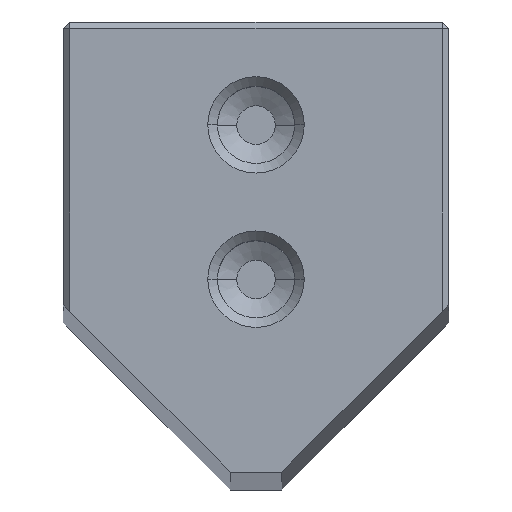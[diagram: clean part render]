
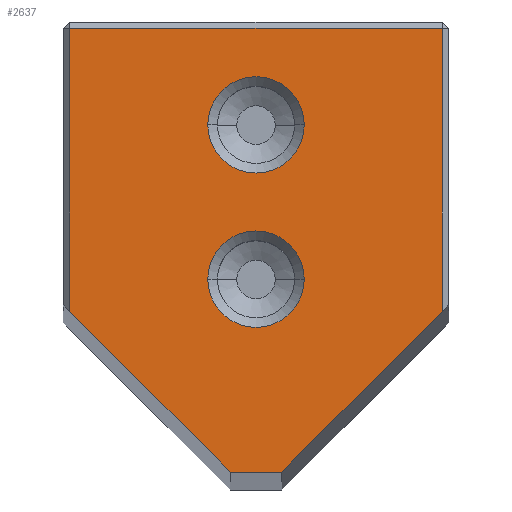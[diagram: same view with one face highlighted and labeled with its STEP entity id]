
A CAD part, top view. The second image highlights one B-rep face of the part: STEP entity #2637.
In plain terms, the highlighted planar face has unit normal (0, 0, 1).
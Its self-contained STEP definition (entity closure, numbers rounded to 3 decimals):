
#2637=ADVANCED_FACE('',(#3605,#3606,#3607),#2994,.T.);
#2994=PLANE('',#9606);
#3243=CIRCLE('',#9447,3.75);
#3245=CIRCLE('',#9450,3.75);
#3348=CIRCLE('',#9604,3.75);
#3349=CIRCLE('',#9605,3.75);
#3605=FACE_BOUND('',#3741,.T.);
#3606=FACE_BOUND('',#3742,.T.);
#3607=FACE_BOUND('',#3743,.T.);
#3741=EDGE_LOOP('',(#4653,#4654));
#3742=EDGE_LOOP('',(#4655,#4656));
#3743=EDGE_LOOP('',(#4657,#4658,#4659,#4660,#4661,#4662));
#4653=ORIENTED_EDGE('',*,*,#7193,.T.);
#4654=ORIENTED_EDGE('',*,*,#7392,.T.);
#4655=ORIENTED_EDGE('',*,*,#7189,.T.);
#4656=ORIENTED_EDGE('',*,*,#7393,.T.);
#4657=ORIENTED_EDGE('',*,*,#7369,.T.);
#4658=ORIENTED_EDGE('',*,*,#7394,.T.);
#4659=ORIENTED_EDGE('',*,*,#7395,.T.);
#4660=ORIENTED_EDGE('',*,*,#7396,.T.);
#4661=ORIENTED_EDGE('',*,*,#7375,.T.);
#4662=ORIENTED_EDGE('',*,*,#7371,.T.);
#6489=VERTEX_POINT('',#12350);
#6490=VERTEX_POINT('',#12352);
#6493=VERTEX_POINT('',#12359);
#6494=VERTEX_POINT('',#12361);
#6621=VERTEX_POINT('',#12709);
#6622=VERTEX_POINT('',#12711);
#6623=VERTEX_POINT('',#12715);
#6626=VERTEX_POINT('',#12723);
#6633=VERTEX_POINT('',#12752);
#6634=VERTEX_POINT('',#12754);
#7189=EDGE_CURVE('',#6490,#6489,#3243,.T.);
#7193=EDGE_CURVE('',#6494,#6493,#3245,.T.);
#7369=EDGE_CURVE('',#6622,#6621,#8229,.T.);
#7371=EDGE_CURVE('',#6623,#6622,#8231,.T.);
#7375=EDGE_CURVE('',#6626,#6623,#8235,.T.);
#7392=EDGE_CURVE('',#6493,#6494,#3348,.T.);
#7393=EDGE_CURVE('',#6489,#6490,#3349,.T.);
#7394=EDGE_CURVE('',#6621,#6633,#8244,.T.);
#7395=EDGE_CURVE('',#6633,#6634,#8245,.T.);
#7396=EDGE_CURVE('',#6634,#6626,#8246,.T.);
#8229=LINE('',#12710,#8947);
#8231=LINE('',#12714,#8949);
#8235=LINE('',#12722,#8953);
#8244=LINE('',#12751,#8962);
#8245=LINE('',#12753,#8963);
#8246=LINE('',#12755,#8964);
#8947=VECTOR('',#10499,1.);
#8949=VECTOR('',#10503,1.);
#8953=VECTOR('',#10509,1.);
#8962=VECTOR('',#10544,1.);
#8963=VECTOR('',#10545,1.);
#8964=VECTOR('',#10546,1.);
#9447=AXIS2_PLACEMENT_3D('',#12351,#10128,#10129);
#9450=AXIS2_PLACEMENT_3D('',#12360,#10136,#10137);
#9604=AXIS2_PLACEMENT_3D('',#12749,#10540,#10541);
#9605=AXIS2_PLACEMENT_3D('',#12750,#10542,#10543);
#9606=AXIS2_PLACEMENT_3D('',#12756,#10547,#10548);
#10128=DIRECTION('',(0.,0.,-1.));
#10129=DIRECTION('',(1.,0.,0.));
#10136=DIRECTION('',(0.,0.,-1.));
#10137=DIRECTION('',(1.,0.,0.));
#10499=DIRECTION('',(0.707,0.707,0.));
#10503=DIRECTION('',(1.,0.,0.));
#10509=DIRECTION('',(0.707,-0.707,0.));
#10540=DIRECTION('',(0.,0.,-1.));
#10541=DIRECTION('',(1.,0.,0.));
#10542=DIRECTION('',(0.,0.,-1.));
#10543=DIRECTION('',(1.,0.,0.));
#10544=DIRECTION('',(0.,1.,0.));
#10545=DIRECTION('',(-1.,0.,0.));
#10546=DIRECTION('',(0.,-1.,0.));
#10547=DIRECTION('',(0.,0.,1.));
#10548=DIRECTION('',(1.,0.,0.));
#12350=CARTESIAN_POINT('',(-3.75,54.,0.));
#12351=CARTESIAN_POINT('',(0.,54.,0.));
#12352=CARTESIAN_POINT('',(3.75,54.,0.));
#12359=CARTESIAN_POINT('',(-3.75,42.,0.));
#12360=CARTESIAN_POINT('',(0.,42.,0.));
#12361=CARTESIAN_POINT('',(3.75,42.,0.));
#12709=CARTESIAN_POINT('',(14.5,39.5,0.));
#12710=CARTESIAN_POINT('',(2.,27.,0.));
#12711=CARTESIAN_POINT('',(2.,27.,0.));
#12714=CARTESIAN_POINT('',(-2.,27.,0.));
#12715=CARTESIAN_POINT('',(-2.,27.,0.));
#12722=CARTESIAN_POINT('',(-2.,27.,0.));
#12723=CARTESIAN_POINT('',(-14.5,39.5,0.));
#12749=CARTESIAN_POINT('',(0.,42.,0.));
#12750=CARTESIAN_POINT('',(0.,54.,0.));
#12751=CARTESIAN_POINT('',(14.5,25.,0.));
#12752=CARTESIAN_POINT('',(14.5,61.5,0.));
#12753=CARTESIAN_POINT('',(0.,61.5,0.));
#12754=CARTESIAN_POINT('',(-14.5,61.5,0.));
#12755=CARTESIAN_POINT('',(-14.5,25.,0.));
#12756=CARTESIAN_POINT('',(0.,25.,0.));
